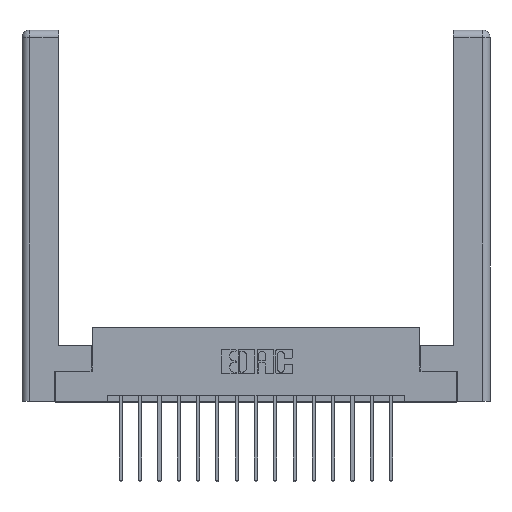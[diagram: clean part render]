
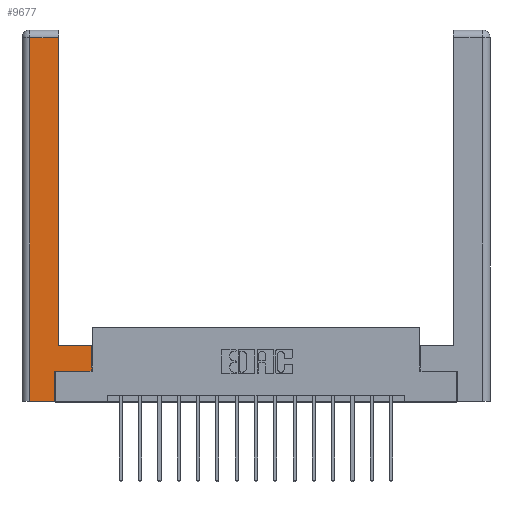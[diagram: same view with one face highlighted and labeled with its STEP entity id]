
A CAD part, top view. The second image highlights one B-rep face of the part: STEP entity #9677.
In plain terms, the highlighted planar face has unit normal (0, 0, 1).
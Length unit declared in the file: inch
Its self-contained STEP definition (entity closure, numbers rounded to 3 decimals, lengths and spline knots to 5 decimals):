
#213 = CARTESIAN_POINT ( 'NONE',  ( 0.565, 0.245, 0. ) ) ;
#696 = EDGE_CURVE ( 'NONE', #8330, #10505, #17653, .T. ) ;
#943 = EDGE_CURVE ( 'NONE', #10505, #11136, #8421, .T. ) ;
#1062 = CARTESIAN_POINT ( 'NONE',  ( 0.0615, 0., 0. ) ) ;
#1167 = CARTESIAN_POINT ( 'NONE',  ( 0.265, 0., 0. ) ) ;
#1247 = DIRECTION ( 'NONE',  ( 0., 1., 0. ) ) ;
#1306 = CARTESIAN_POINT ( 'NONE',  ( 0.295, 3., 0. ) ) ;
#1385 = LINE ( 'NONE', #213, #16237 ) ;
#1450 = ORIENTED_EDGE ( 'NONE', *, *, #2757, .T. ) ;
#1818 = CARTESIAN_POINT ( 'NONE',  ( 0.0615, 2.94, 0. ) ) ;
#2054 = EDGE_CURVE ( 'NONE', #2703, #16635, #14038, .T. ) ;
#2703 = VERTEX_POINT ( 'NONE', #5722 ) ;
#2757 = EDGE_CURVE ( 'NONE', #12839, #8330, #12343, .T. ) ;
#2939 = VECTOR ( 'NONE', #7102, 39.37008 ) ;
#3213 = DIRECTION ( 'NONE',  ( 0., 1., 0. ) ) ;
#3240 = DIRECTION ( 'NONE',  ( -1., 0., 0. ) ) ;
#3888 = DIRECTION ( 'NONE',  ( 1., 0., 0. ) ) ;
#4142 = VECTOR ( 'NONE', #13799, 39.37008 ) ;
#4203 = AXIS2_PLACEMENT_3D ( 'NONE', #10906, #13521, #14940 ) ;
#4792 = VERTEX_POINT ( 'NONE', #11249 ) ;
#4809 = ORIENTED_EDGE ( 'NONE', *, *, #943, .T. ) ;
#5451 = CARTESIAN_POINT ( 'NONE',  ( 0.295, 0.45, 0. ) ) ;
#5683 = VECTOR ( 'NONE', #13518, 39.37008 ) ;
#5722 = CARTESIAN_POINT ( 'NONE',  ( 0.565, 0.245, 0. ) ) ;
#5785 = DIRECTION ( 'NONE',  ( 1., 0., 0. ) ) ;
#6834 = FACE_OUTER_BOUND ( 'NONE', #13676, .T. ) ;
#7102 = DIRECTION ( 'NONE',  ( 0., 1., 0. ) ) ;
#7391 = LINE ( 'NONE', #5451, #5683 ) ;
#7593 = EDGE_CURVE ( 'NONE', #4792, #2703, #1385, .T. ) ;
#8330 = VERTEX_POINT ( 'NONE', #11364 ) ;
#8421 = LINE ( 'NONE', #15410, #4142 ) ;
#8602 = CARTESIAN_POINT ( 'NONE',  ( 0.565, 0.45, 0. ) ) ;
#8701 = VECTOR ( 'NONE', #1247, 39.37008 ) ;
#9278 = LINE ( 'NONE', #12263, #9720 ) ;
#9677 = ADVANCED_FACE ( 'NONE', ( #6834 ), #17792, .F. ) ;
#9720 = VECTOR ( 'NONE', #3888, 39.37008 ) ;
#10505 = VERTEX_POINT ( 'NONE', #17100 ) ;
#10544 = ORIENTED_EDGE ( 'NONE', *, *, #14318, .T. ) ;
#10906 = CARTESIAN_POINT ( 'NONE',  ( 0., 0., 0. ) ) ;
#11125 = CARTESIAN_POINT ( 'NONE',  ( 0.265, 0.245, 0. ) ) ;
#11136 = VERTEX_POINT ( 'NONE', #1062 ) ;
#11249 = CARTESIAN_POINT ( 'NONE',  ( 0.265, 0.245, 0. ) ) ;
#11312 = ORIENTED_EDGE ( 'NONE', *, *, #696, .T. ) ;
#11358 = ORIENTED_EDGE ( 'NONE', *, *, #2054, .T. ) ;
#11364 = CARTESIAN_POINT ( 'NONE',  ( 0.295, 2.94, 0. ) ) ;
#12263 = CARTESIAN_POINT ( 'NONE',  ( 0.265, 0., 0. ) ) ;
#12343 = LINE ( 'NONE', #1306, #8701 ) ;
#12670 = CARTESIAN_POINT ( 'NONE',  ( 0.565, 0.45, 0. ) ) ;
#12789 = ORIENTED_EDGE ( 'NONE', *, *, #7593, .T. ) ;
#12839 = VERTEX_POINT ( 'NONE', #17255 ) ;
#12941 = ORIENTED_EDGE ( 'NONE', *, *, #13041, .T. ) ;
#13041 = EDGE_CURVE ( 'NONE', #14924, #4792, #15794, .T. ) ;
#13518 = DIRECTION ( 'NONE',  ( -1., 0., 0. ) ) ;
#13521 = DIRECTION ( 'NONE',  ( 0., 0., -1. ) ) ;
#13676 = EDGE_LOOP ( 'NONE', ( #1450, #11312, #4809, #17542, #12941, #12789, #11358, #10544 ) ) ;
#13799 = DIRECTION ( 'NONE',  ( 0., -1., 0. ) ) ;
#14038 = LINE ( 'NONE', #8602, #15774 ) ;
#14318 = EDGE_CURVE ( 'NONE', #16635, #12839, #7391, .T. ) ;
#14617 = VECTOR ( 'NONE', #3240, 39.37008 ) ;
#14924 = VERTEX_POINT ( 'NONE', #1167 ) ;
#14940 = DIRECTION ( 'NONE',  ( -1., 0., 0. ) ) ;
#15410 = CARTESIAN_POINT ( 'NONE',  ( 0.0615, 0., 0. ) ) ;
#15774 = VECTOR ( 'NONE', #3213, 39.37008 ) ;
#15794 = LINE ( 'NONE', #11125, #2939 ) ;
#16237 = VECTOR ( 'NONE', #5785, 39.37008 ) ;
#16255 = EDGE_CURVE ( 'NONE', #11136, #14924, #9278, .T. ) ;
#16635 = VERTEX_POINT ( 'NONE', #12670 ) ;
#17100 = CARTESIAN_POINT ( 'NONE',  ( 0.0615, 2.94, 0. ) ) ;
#17255 = CARTESIAN_POINT ( 'NONE',  ( 0.295, 0.45, 0. ) ) ;
#17542 = ORIENTED_EDGE ( 'NONE', *, *, #16255, .T. ) ;
#17653 = LINE ( 'NONE', #1818, #14617 ) ;
#17792 = PLANE ( 'NONE',  #4203 ) ;
